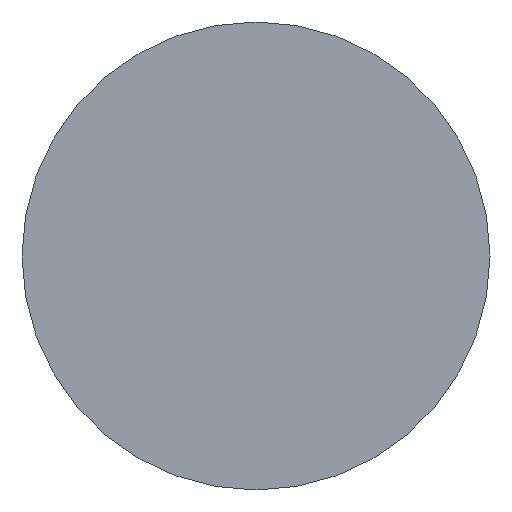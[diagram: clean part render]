
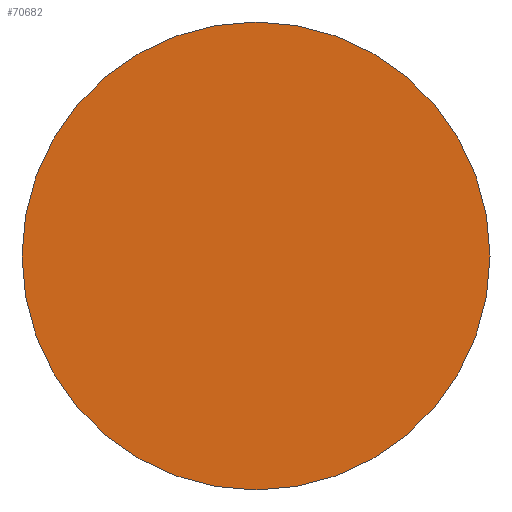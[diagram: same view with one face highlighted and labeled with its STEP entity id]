
A CAD part, top view. The second image highlights one B-rep face of the part: STEP entity #70682.
In plain terms, the highlighted planar face has unit normal (0, 0, 1).
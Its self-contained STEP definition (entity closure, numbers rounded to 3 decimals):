
#15481 = DIRECTION ( 'NONE',  ( -1., 0., 0. ) ) ;
#15496 = CARTESIAN_POINT ( 'NONE',  ( 40.736, 0., 162.972 ) ) ;
#28858 = FACE_OUTER_BOUND ( 'NONE', #38876, .T. ) ;
#35554 = PLANE ( 'NONE',  #93312 ) ;
#36552 = ORIENTED_EDGE ( 'NONE', *, *, #48376, .T. ) ;
#38876 = EDGE_LOOP ( 'NONE', ( #36552 ) ) ;
#48376 = EDGE_CURVE ( 'NONE', #80913, #80913, #62996, .T. ) ;
#49218 = DIRECTION ( 'NONE',  ( 1., 0., 0. ) ) ;
#56384 = CARTESIAN_POINT ( 'NONE',  ( 0., 0., 162.972 ) ) ;
#57774 = DIRECTION ( 'NONE',  ( 0., 0., 1. ) ) ;
#57979 = CARTESIAN_POINT ( 'NONE',  ( 0., 40.736, 162.972 ) ) ;
#62996 = CIRCLE ( 'NONE', #64501, 40.736 ) ;
#64501 = AXIS2_PLACEMENT_3D ( 'NONE', #56384, #57774, #49218 ) ;
#65141 = DIRECTION ( 'NONE',  ( 0., 0., -1. ) ) ;
#70682 = ADVANCED_FACE ( 'NONE', ( #28858 ), #35554, .F. ) ;
#80913 = VERTEX_POINT ( 'NONE', #15496 ) ;
#93312 = AXIS2_PLACEMENT_3D ( 'NONE', #57979, #65141, #15481 ) ;
